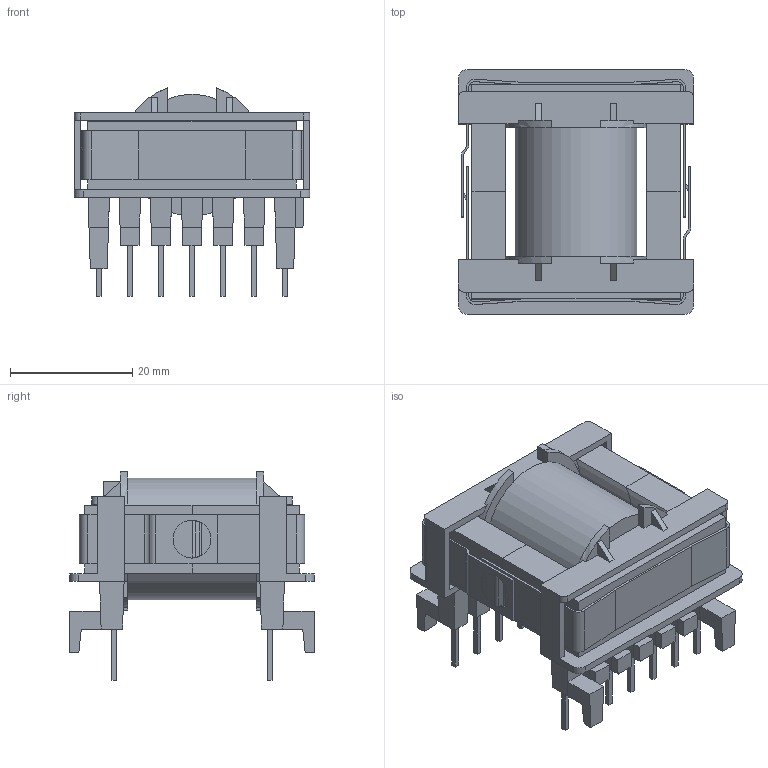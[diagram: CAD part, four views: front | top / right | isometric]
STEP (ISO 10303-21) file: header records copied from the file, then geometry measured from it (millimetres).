
FILE_DESCRIPTION( ( 'Unknown' ), '1' );
FILE_NAME( '749197221.stp', 'Unknown', ( 'Unknown' ), ( 'Unknown' ), 'XStep 1.0', 'Unknown', ' ' );
FILE_SCHEMA( ( 'automotive_design' ) );
Length unit declared in the file: millimetre
Products named in the file (4): Assem1; core_ETD 34; Bobbin_ETD 34; clip_ETD 34
Bounding box: 38.5 x 40 x 34.05 mm (x, y, z)
Volume: 30741 mm3; surface area: 27734.1 mm2
Topology: 8 solids, 8 shells, 816 faces, 2167 edges, 1375 vertices
Faces by surface type: plane 568, bspline 154, cylinder 94
Full cylindrical faces by diameter (mm): 6.2 x3, 11.1 x3, 11.4 x2, 19.891 x2
Entity records: 15185 total; most frequent: CARTESIAN_POINT 3537, ORIENTED_EDGE 2010, DIRECTION 1604, EDGE_CURVE 1005, LINE 762, VECTOR 762, VERTEX_POINT 640, AXIS2_PLACEMENT_3D 421
